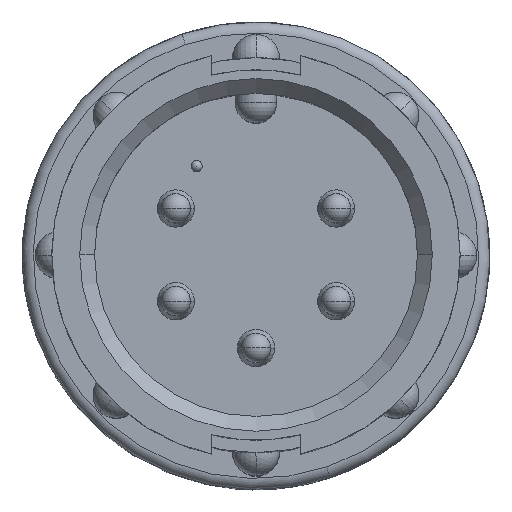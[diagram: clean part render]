
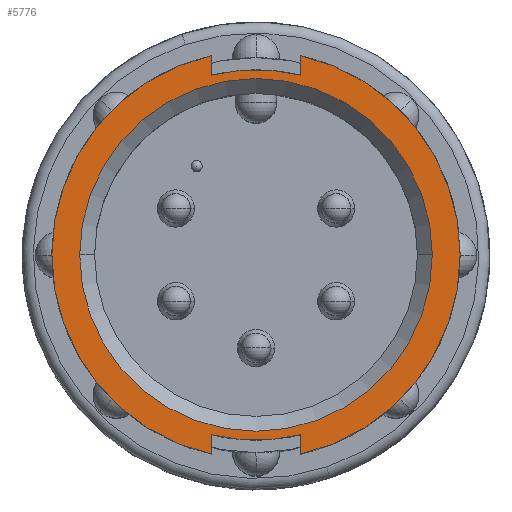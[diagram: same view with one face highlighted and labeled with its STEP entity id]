
A CAD part, top view. The second image highlights one B-rep face of the part: STEP entity #5776.
In plain terms, the highlighted planar face has unit normal (0, 0, 1).
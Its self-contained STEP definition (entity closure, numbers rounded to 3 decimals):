
#235 = DIRECTION ( 'NONE',  ( 0., 0., -1. ) ) ;
#514 = DIRECTION ( 'NONE',  ( 1., 0., 0. ) ) ;
#622 = EDGE_CURVE ( 'NONE', #3397, #6218, #14848, .T. ) ;
#646 = CARTESIAN_POINT ( 'NONE',  ( 1.524, 6.817, 0. ) ) ;
#736 = VERTEX_POINT ( 'NONE', #3383 ) ;
#1095 = ORIENTED_EDGE ( 'NONE', *, *, #2913, .F. ) ;
#1246 = CARTESIAN_POINT ( 'NONE',  ( -1.524, 6.817, 0. ) ) ;
#1330 = ORIENTED_EDGE ( 'NONE', *, *, #11161, .F. ) ;
#1624 = FACE_OUTER_BOUND ( 'NONE', #8847, .T. ) ;
#1744 = DIRECTION ( 'NONE',  ( 0., 0., 1. ) ) ;
#1876 = CARTESIAN_POINT ( 'NONE',  ( 1.524, -6.151, 0. ) ) ;
#1924 = ORIENTED_EDGE ( 'NONE', *, *, #11464, .T. ) ;
#2592 = DIRECTION ( 'NONE',  ( 1., 0., 0. ) ) ;
#2734 = ORIENTED_EDGE ( 'NONE', *, *, #622, .T. ) ;
#2913 = EDGE_CURVE ( 'NONE', #13277, #13823, #11205, .T. ) ;
#2921 = CARTESIAN_POINT ( 'NONE',  ( -1.524, -6.151, 0. ) ) ;
#3383 = CARTESIAN_POINT ( 'NONE',  ( 1.524, -6.817, 0. ) ) ;
#3397 = VERTEX_POINT ( 'NONE', #11295 ) ;
#3406 = CARTESIAN_POINT ( 'NONE',  ( 0., 0., 0. ) ) ;
#3554 = DIRECTION ( 'NONE',  ( 0., -1., 0. ) ) ;
#3783 = ORIENTED_EDGE ( 'NONE', *, *, #13929, .F. ) ;
#3831 = DIRECTION ( 'NONE',  ( 0., 0., 1. ) ) ;
#4167 = PLANE ( 'NONE',  #8983 ) ;
#4293 = AXIS2_PLACEMENT_3D ( 'NONE', #14975, #6242, #4944 ) ;
#4764 = CARTESIAN_POINT ( 'NONE',  ( 1.524, 6.817, 0. ) ) ;
#4898 = AXIS2_PLACEMENT_3D ( 'NONE', #5066, #3831, #2592 ) ;
#4944 = DIRECTION ( 'NONE',  ( 1., 0., 0. ) ) ;
#5066 = CARTESIAN_POINT ( 'NONE',  ( 0., 0., 0. ) ) ;
#5143 = ORIENTED_EDGE ( 'NONE', *, *, #9586, .F. ) ;
#5283 = CARTESIAN_POINT ( 'NONE',  ( 1.524, 6.151, 0. ) ) ;
#5341 = CIRCLE ( 'NONE', #7958, 6.337 ) ;
#5724 = ORIENTED_EDGE ( 'NONE', *, *, #7230, .F. ) ;
#5776 = ADVANCED_FACE ( 'NONE', ( #14456, #1624 ), #4167, .F. ) ;
#5979 = ORIENTED_EDGE ( 'NONE', *, *, #9956, .F. ) ;
#6218 = VERTEX_POINT ( 'NONE', #8908 ) ;
#6242 = DIRECTION ( 'NONE',  ( 0., 0., 1. ) ) ;
#6776 = CARTESIAN_POINT ( 'NONE',  ( 6.985, 0., 0. ) ) ;
#6856 = VECTOR ( 'NONE', #16210, 1000. ) ;
#7230 = EDGE_CURVE ( 'NONE', #15365, #15485, #11570, .T. ) ;
#7300 = CARTESIAN_POINT ( 'NONE',  ( 0., 0., 0. ) ) ;
#7382 = DIRECTION ( 'NONE',  ( 1., 0., 0. ) ) ;
#7430 = ORIENTED_EDGE ( 'NONE', *, *, #11146, .F. ) ;
#7540 = DIRECTION ( 'NONE',  ( 0., 0., -1. ) ) ;
#7736 = AXIS2_PLACEMENT_3D ( 'NONE', #13015, #1744, #514 ) ;
#7958 = AXIS2_PLACEMENT_3D ( 'NONE', #7300, #7540, #7382 ) ;
#8009 = CARTESIAN_POINT ( 'NONE',  ( -1.524, 6.151, 0. ) ) ;
#8104 = DIRECTION ( 'NONE',  ( -1., 0., 0. ) ) ;
#8847 = EDGE_LOOP ( 'NONE', ( #3783, #9724, #2734, #1330, #5724, #7430, #1924, #10328, #5143 ) ) ;
#8908 = CARTESIAN_POINT ( 'NONE',  ( -1.524, -6.817, 0. ) ) ;
#8983 = AXIS2_PLACEMENT_3D ( 'NONE', #9174, #15614, #8104 ) ;
#9129 = CARTESIAN_POINT ( 'NONE',  ( 0., 0., 0. ) ) ;
#9130 = VERTEX_POINT ( 'NONE', #5283 ) ;
#9174 = CARTESIAN_POINT ( 'NONE',  ( 0., 6.032, 0. ) ) ;
#9222 = CIRCLE ( 'NONE', #13960, 6.032 ) ;
#9586 = EDGE_CURVE ( 'NONE', #9130, #14295, #13481, .T. ) ;
#9607 = CARTESIAN_POINT ( 'NONE',  ( -1.524, -6.151, 0. ) ) ;
#9724 = ORIENTED_EDGE ( 'NONE', *, *, #15198, .F. ) ;
#9956 = EDGE_CURVE ( 'NONE', #13823, #13277, #9222, .T. ) ;
#10005 = AXIS2_PLACEMENT_3D ( 'NONE', #11503, #235, #12821 ) ;
#10328 = ORIENTED_EDGE ( 'NONE', *, *, #13529, .T. ) ;
#10345 = VECTOR ( 'NONE', #3554, 1000. ) ;
#10954 = CARTESIAN_POINT ( 'NONE',  ( 6.032, 0., 0. ) ) ;
#11140 = VERTEX_POINT ( 'NONE', #8009 ) ;
#11146 = EDGE_CURVE ( 'NONE', #736, #15365, #15348, .T. ) ;
#11161 = EDGE_CURVE ( 'NONE', #15485, #6218, #15182, .T. ) ;
#11162 = VERTEX_POINT ( 'NONE', #6776 ) ;
#11205 = CIRCLE ( 'NONE', #4898, 6.032 ) ;
#11295 = CARTESIAN_POINT ( 'NONE',  ( -1.524, 6.817, 0. ) ) ;
#11464 = EDGE_CURVE ( 'NONE', #736, #11162, #12399, .T. ) ;
#11503 = CARTESIAN_POINT ( 'NONE',  ( 0., 0., 0. ) ) ;
#11570 = CIRCLE ( 'NONE', #10005, 6.337 ) ;
#11721 = CARTESIAN_POINT ( 'NONE',  ( 1.524, -6.151, 0. ) ) ;
#11867 = EDGE_LOOP ( 'NONE', ( #1095, #5979 ) ) ;
#12164 = CIRCLE ( 'NONE', #4293, 6.985 ) ;
#12237 = CARTESIAN_POINT ( 'NONE',  ( -6.032, 0., 0. ) ) ;
#12399 = CIRCLE ( 'NONE', #13467, 6.985 ) ;
#12768 = DIRECTION ( 'NONE',  ( 0., 0., 1. ) ) ;
#12821 = DIRECTION ( 'NONE',  ( 1., 0., 0. ) ) ;
#13015 = CARTESIAN_POINT ( 'NONE',  ( 0., 0., 0. ) ) ;
#13277 = VERTEX_POINT ( 'NONE', #10954 ) ;
#13285 = DIRECTION ( 'NONE',  ( 1., 0., 0. ) ) ;
#13363 = DIRECTION ( 'NONE',  ( 0., 0., 1. ) ) ;
#13467 = AXIS2_PLACEMENT_3D ( 'NONE', #9129, #12768, #14164 ) ;
#13481 = LINE ( 'NONE', #4764, #6856 ) ;
#13529 = EDGE_CURVE ( 'NONE', #11162, #14295, #12164, .T. ) ;
#13823 = VERTEX_POINT ( 'NONE', #12237 ) ;
#13929 = EDGE_CURVE ( 'NONE', #11140, #9130, #5341, .T. ) ;
#13960 = AXIS2_PLACEMENT_3D ( 'NONE', #3406, #13363, #13285 ) ;
#14164 = DIRECTION ( 'NONE',  ( 1., 0., 0. ) ) ;
#14295 = VERTEX_POINT ( 'NONE', #646 ) ;
#14456 = FACE_BOUND ( 'NONE', #11867, .T. ) ;
#14505 = VECTOR ( 'NONE', #15432, 1000. ) ;
#14826 = LINE ( 'NONE', #1246, #10345 ) ;
#14848 = CIRCLE ( 'NONE', #7736, 6.985 ) ;
#14975 = CARTESIAN_POINT ( 'NONE',  ( 0., 0., 0. ) ) ;
#15182 = LINE ( 'NONE', #2921, #15292 ) ;
#15198 = EDGE_CURVE ( 'NONE', #3397, #11140, #14826, .T. ) ;
#15292 = VECTOR ( 'NONE', #15509, 1000. ) ;
#15348 = LINE ( 'NONE', #11721, #14505 ) ;
#15365 = VERTEX_POINT ( 'NONE', #1876 ) ;
#15432 = DIRECTION ( 'NONE',  ( 0., 1., 0. ) ) ;
#15485 = VERTEX_POINT ( 'NONE', #9607 ) ;
#15509 = DIRECTION ( 'NONE',  ( 0., -1., 0. ) ) ;
#15614 = DIRECTION ( 'NONE',  ( 0., 0., -1. ) ) ;
#16210 = DIRECTION ( 'NONE',  ( 0., 1., 0. ) ) ;
